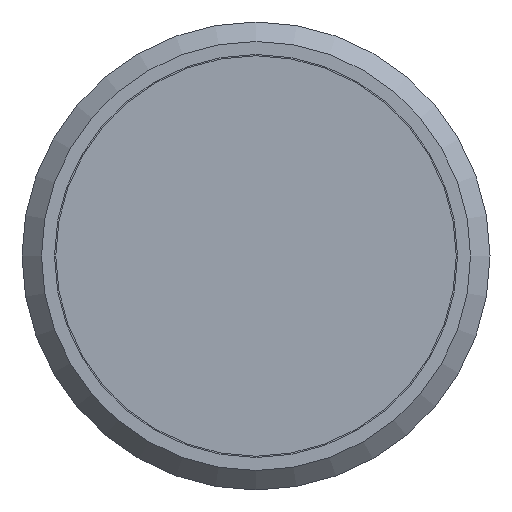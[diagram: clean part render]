
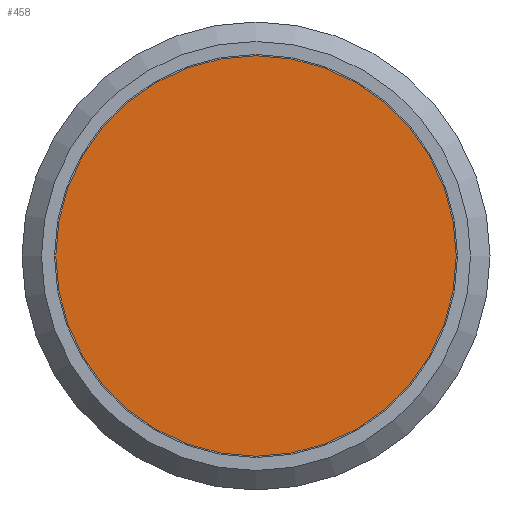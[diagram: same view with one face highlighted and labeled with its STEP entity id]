
A CAD part, front view. The second image highlights one B-rep face of the part: STEP entity #458.
In plain terms, the highlighted planar face has unit normal (0, -1, 0).
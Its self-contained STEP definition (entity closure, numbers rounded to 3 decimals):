
#44=PLANE('',#519);
#60=FACE_OUTER_BOUND('',#91,.T.);
#91=EDGE_LOOP('',(#319));
#162=CIRCLE('',#520,7.7);
#196=VERTEX_POINT('',#745);
#243=EDGE_CURVE('',#196,#196,#162,.T.);
#319=ORIENTED_EDGE('',*,*,#243,.T.);
#458=ADVANCED_FACE('',(#60),#44,.T.);
#519=AXIS2_PLACEMENT_3D('',#744,#608,#609);
#520=AXIS2_PLACEMENT_3D('',#746,#610,#611);
#608=DIRECTION('center_axis',(0.,-1.,0.));
#609=DIRECTION('ref_axis',(0.,0.,-1.));
#610=DIRECTION('center_axis',(0.,-1.,0.));
#611=DIRECTION('ref_axis',(1.,0.,0.));
#744=CARTESIAN_POINT('Origin',(3.85,0.,0.));
#745=CARTESIAN_POINT('',(-7.7,0.,0.));
#746=CARTESIAN_POINT('Origin',(0.,0.,
0.));
